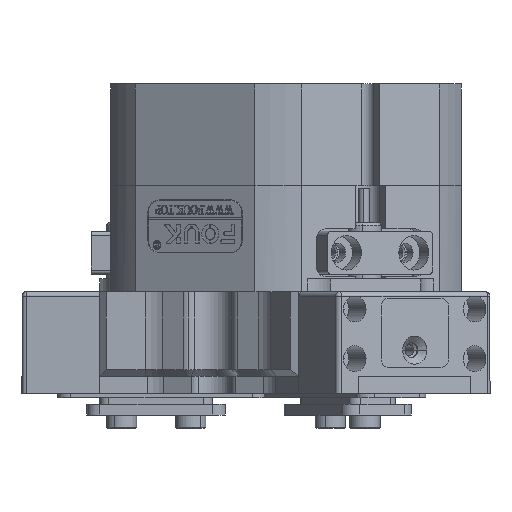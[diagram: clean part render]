
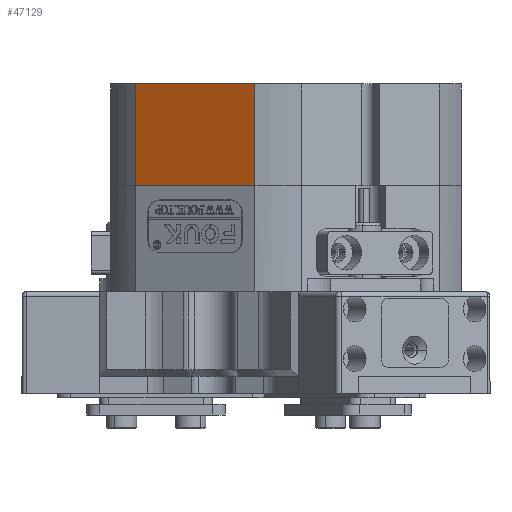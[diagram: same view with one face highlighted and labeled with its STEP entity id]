
A CAD part, front view. The second image highlights one B-rep face of the part: STEP entity #47129.
In plain terms, the highlighted face is planar.
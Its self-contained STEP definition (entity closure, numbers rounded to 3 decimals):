
#545 = DIRECTION ( 'NONE',  ( -0.5, -0.866, 0. ) ) ;
#1081 = CARTESIAN_POINT ( 'NONE',  ( 21.827, -44.195, 23.001 ) ) ;
#2729 = ORIENTED_EDGE ( 'NONE', *, *, #12214, .T. ) ;
#2885 = FACE_OUTER_BOUND ( 'NONE', #19234, .T. ) ;
#3158 = AXIS2_PLACEMENT_3D ( 'NONE', #1081, #9057, #545 ) ;
#5182 = ORIENTED_EDGE ( 'NONE', *, *, #10067, .T. ) ;
#5360 = EDGE_CURVE ( 'NONE', #27945, #48221, #15741, .T. ) ;
#6696 = VECTOR ( 'NONE', #38183, 1000. ) ;
#7607 = CARTESIAN_POINT ( 'NONE',  ( 21.827, -44.195, 23. ) ) ;
#8241 = VECTOR ( 'NONE', #15953, 1000. ) ;
#9035 = DIRECTION ( 'NONE',  ( -0.5, -0.866, 0. ) ) ;
#9057 = DIRECTION ( 'NONE',  ( -0.866, 0.5, 0. ) ) ;
#9382 = CARTESIAN_POINT ( 'NONE',  ( 27.523, -34.329, 23. ) ) ;
#9735 = VERTEX_POINT ( 'NONE', #36852 ) ;
#10067 = EDGE_CURVE ( 'NONE', #27945, #43737, #27276, .T. ) ;
#12098 = LINE ( 'NONE', #32861, #29519 ) ;
#12214 = EDGE_CURVE ( 'NONE', #9735, #48221, #36346, .T. ) ;
#15741 = LINE ( 'NONE', #7607, #8241 ) ;
#15953 = DIRECTION ( 'NONE',  ( 0.5, 0.866, 0. ) ) ;
#17340 = CARTESIAN_POINT ( 'NONE',  ( 27.523, -34.329, 23. ) ) ;
#19234 = EDGE_LOOP ( 'NONE', ( #2729, #42486, #5182, #34798 ) ) ;
#23570 = EDGE_CURVE ( 'NONE', #9735, #43737, #12098, .T. ) ;
#24391 = PLANE ( 'NONE',  #3158 ) ;
#27070 = VECTOR ( 'NONE', #31949, 1000. ) ;
#27276 = LINE ( 'NONE', #9382, #6696 ) ;
#27945 = VERTEX_POINT ( 'NONE', #17340 ) ;
#29519 = VECTOR ( 'NONE', #9035, 1000. ) ;
#31949 = DIRECTION ( 'NONE',  ( 0., 0., 1. ) ) ;
#32861 = CARTESIAN_POINT ( 'NONE',  ( 43.491, -6.671, -0.5 ) ) ;
#34798 = ORIENTED_EDGE ( 'NONE', *, *, #23570, .F. ) ;
#36346 = LINE ( 'NONE', #39269, #27070 ) ;
#36852 = CARTESIAN_POINT ( 'NONE',  ( 43.491, -6.671, -0.5 ) ) ;
#38183 = DIRECTION ( 'NONE',  ( 0., 0., -1. ) ) ;
#39269 = CARTESIAN_POINT ( 'NONE',  ( 43.491, -6.671, 23. ) ) ;
#39747 = CARTESIAN_POINT ( 'NONE',  ( 27.523, -34.329, -0.5 ) ) ;
#42486 = ORIENTED_EDGE ( 'NONE', *, *, #5360, .F. ) ;
#43737 = VERTEX_POINT ( 'NONE', #39747 ) ;
#45261 = CARTESIAN_POINT ( 'NONE',  ( 43.491, -6.671, 23. ) ) ;
#47129 = ADVANCED_FACE ( 'NONE', ( #2885 ), #24391, .F. ) ;
#48221 = VERTEX_POINT ( 'NONE', #45261 ) ;
